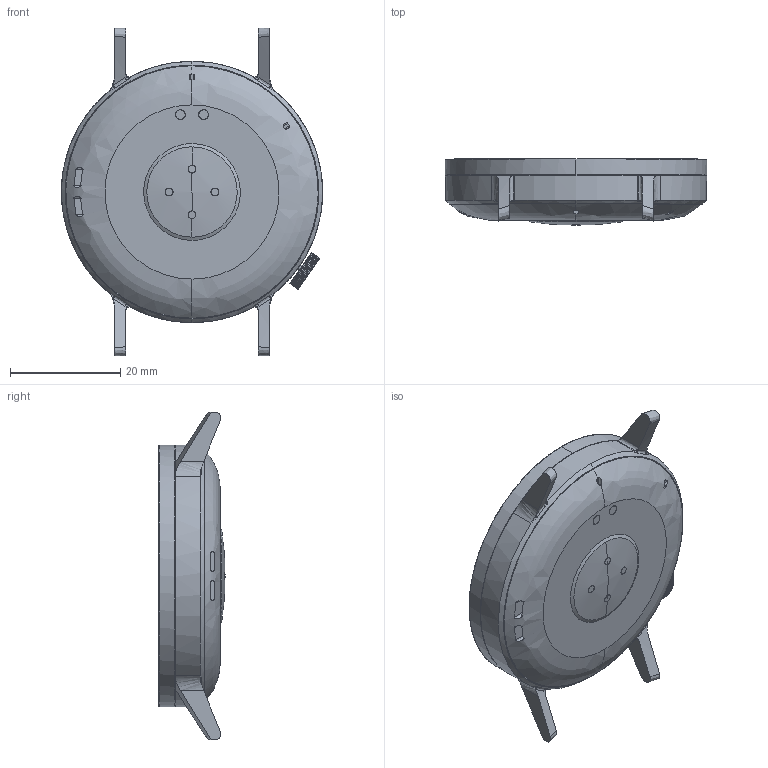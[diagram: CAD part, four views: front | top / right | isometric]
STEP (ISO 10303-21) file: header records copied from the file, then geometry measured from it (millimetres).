
FILE_DESCRIPTION(('FreeCAD Model'),'2;1');
FILE_NAME('Open CASCADE Shape Model','2025-05-28T17:38:34',('FreeCAD'),( 'FreeCAD'),'Open CASCADE STEP processor 7.6','FreeCAD','Unknown');
FILE_SCHEMA(('AUTOMOTIVE_DESIGN { 1 0 10303 214 1 1 1 1 }'));
Products named in the file (1): Open CASCADE STEP translator 7.6 1
Bounding box: 47.35 x 11.97 x 59.4 mm (x, y, z)
Volume: 17066.2 mm3; surface area: 5401.9 mm2
Topology: 1 solids, 5 shells, 2347 faces, 6164 edges, 3304 vertices
Faces by surface type: bspline 2347
Entity records: 86298 total; most frequent: CARTESIAN_POINT 56511, ORIENTED_EDGE 11032, EDGE_CURVE 5516, VERTEX_POINT 3304, B_SPLINE_CURVE_WITH_KNOTS 2487, FACE_BOUND 2475, EDGE_LOOP 2475, ADVANCED_FACE 2347
